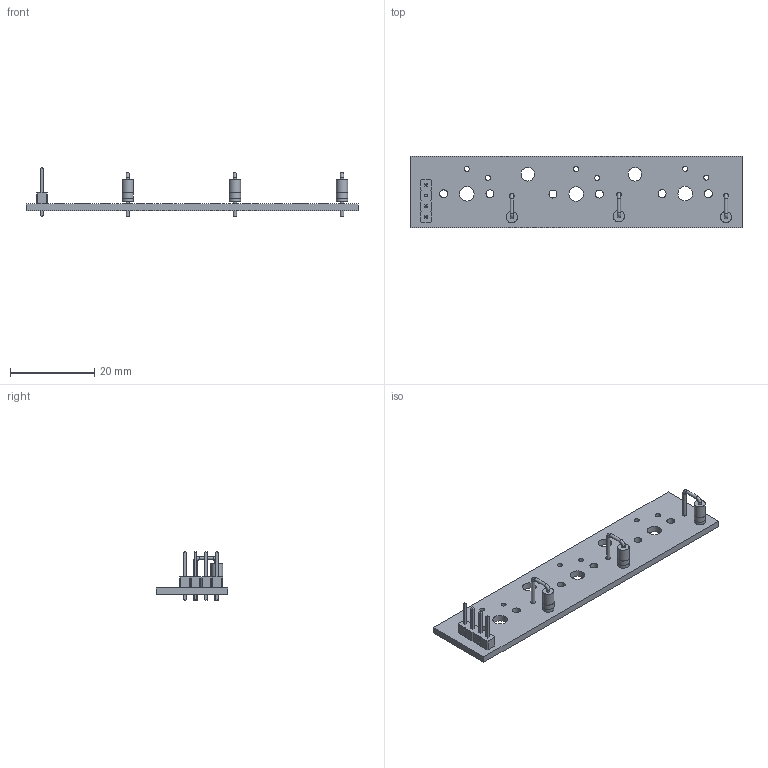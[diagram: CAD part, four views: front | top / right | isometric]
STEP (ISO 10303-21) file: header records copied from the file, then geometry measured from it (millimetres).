
FILE_DESCRIPTION(('KiCad electronic assembly'),'2;1');
FILE_NAME('bottom_keyboard_pcb.step','2023-05-23T21:52:11',('Pcbnew'),( 'Kicad'),'Open CASCADE STEP processor 7.6','KiCad to STEP converter' ,'Unknown');
FILE_SCHEMA(('AUTOMOTIVE_DESIGN { 1 0 10303 214 1 1 1 1 }'));
Length unit declared in the file: millimetre
Products named in the file (6): bottom_keyboard_pcb 1; D_DO-41_SOD81_P5.08mm_Vertical_AnodeUp; SOLID; PinHeader_1x04_P2.54mm_Vertical; PCB
Assembly tree (7 placements, depth 3):
  bottom_keyboard_pcb 1
    D_DO-41_SOD81_P5.08mm_Vertical_AnodeUp  x3
      SOLID
    PinHeader_1x04_P2.54mm_Vertical
      SOLID
    PCB
Bounding box: 78.74 x 16.99 x 11.54 mm (x, y, z)
Volume: 2189.3 mm3; surface area: 3570.8 mm2
Topology: 5 solids, 5 shells, 178 faces, 400 edges, 252 vertices
Faces by surface type: plane 124, cylinder 48, torus 6
Full cylindrical faces by diameter (mm): 0.8 x12, 1 x4, 1.1 x6, 1.2 x6, 1.9 x6, 2.7 x6, 2.72 x3, 3.2 x2, 3.45 x3
Entity records: 10046 total; most frequent: CARTESIAN_POINT 1790, DIRECTION 1386, LINE 928, VECTOR 928, ORIENTED_EDGE 708, PCURVE 708, DEFINITIONAL_REPRESENTATION 708, EDGE_CURVE 354
